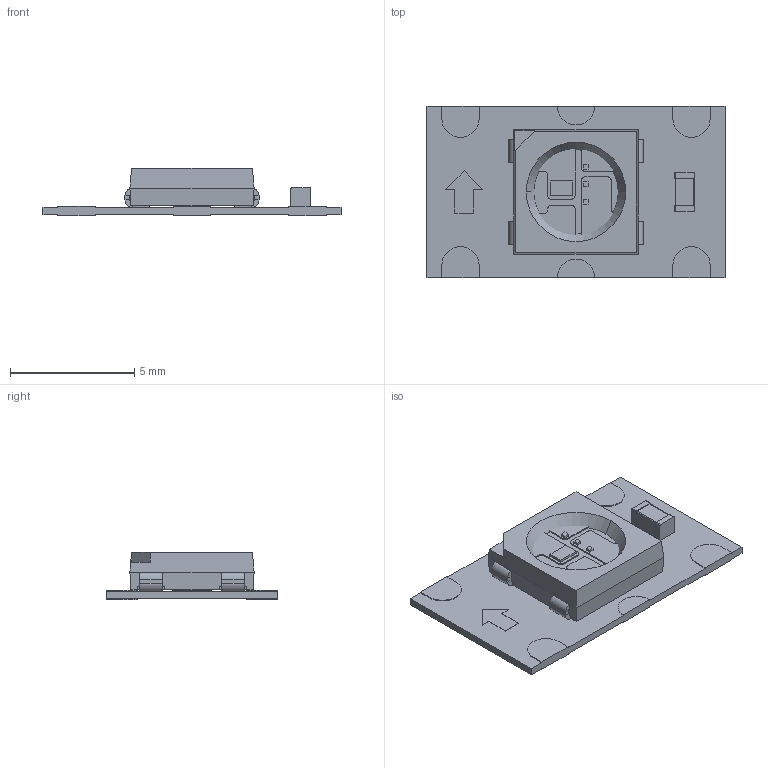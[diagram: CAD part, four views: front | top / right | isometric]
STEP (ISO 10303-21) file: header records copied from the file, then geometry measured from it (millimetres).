
FILE_DESCRIPTION (( 'STEP AP214' ), '1' );
FILE_NAME ('WS2812 led Strip 12x7mm 144led-m.STEP', '2023-01-20T07:08:36', ( 'Elessar' ), ( '' ), 'SwSTEP 2.0', 'SolidWorks 2018', '' );
FILE_SCHEMA (( 'AUTOMOTIVE_DESIGN' ));
Length unit declared in the file: millimetre
Products named in the file (4): CAP0603^WS2812 led Strip 12x7mm 144led-m; WS2812 led Strip 12x7mm 144led-m; WS2812B^WS2812 led Strip 12x7mm 144led-m; PCB^WS2812 led Strip 12x7mm 144led-m
Assembly tree (3 placements, depth 2):
  WS2812 led Strip 12x7mm 144led-m
    PCB^WS2812 led Strip 12x7mm 144led-m
    WS2812B^WS2812 led Strip 12x7mm 144led-m
    CAP0603^WS2812 led Strip 12x7mm 144led-m
Bounding box: 12 x 6.9 x 1.91 mm (x, y, z)
Volume: 58.3 mm3; surface area: 303 mm2
Topology: 11 solids, 11 shells, 258 faces, 651 edges, 418 vertices
Faces by surface type: plane 202, cylinder 54, cone 2
Entity records: 9029 total; most frequent: CARTESIAN_POINT 1333, ORIENTED_EDGE 1302, DIRECTION 1289, EDGE_CURVE 651, VECTOR 541, LINE 541, VERTEX_POINT 418, AXIS2_PLACEMENT_3D 374
